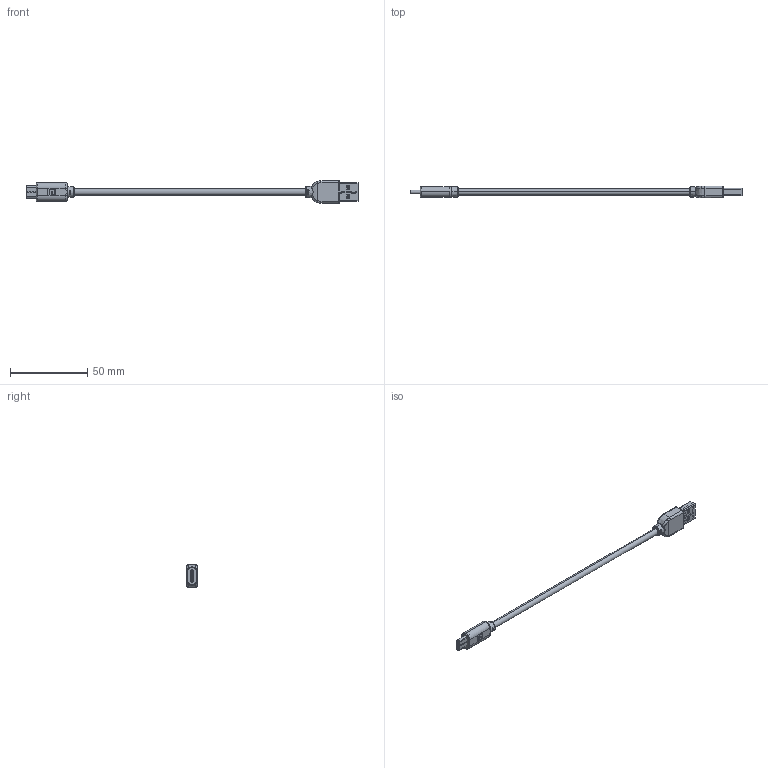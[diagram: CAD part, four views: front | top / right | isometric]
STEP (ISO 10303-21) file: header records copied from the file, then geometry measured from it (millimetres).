
FILE_DESCRIPTION (( 'STEP AP203' ), '1' );
FILE_NAME ('10-03675.STEP', '2020-06-22T21:30:19', ( '' ), ( '' ), 'SwSTEP 2.0', 'SolidWorks 2015', '' );
FILE_SCHEMA (( 'CONFIG_CONTROL_DESIGN' ));
Length unit declared in the file: millimetre
Products named in the file (12): 50-00469_pin4; 50-00469_insulator; 10-03675; 30-01382; 24-00331; 50-00469_pin1; 50-00469_shell; 50-00469; 50-00469_pin2; 50-00477; 50-00469_pin5; 24-00113
Assembly tree (16 placements, depth 3):
  10-03675
    24-00113
    30-01382
    24-00331
    50-00477
    50-00469
      50-00469_insulator
      50-00469_shell
      50-00469_pin1
      50-00469_pin5  x5
      50-00469_pin4
      50-00469_pin2  x2
Bounding box: 215.15 x 7.5 x 14.5 mm (x, y, z)
Volume: 6227.5 mm3; surface area: 7034.6 mm2
Topology: 26 solids, 27 shells, 2312 faces, 6387 edges, 4053 vertices
Faces by surface type: plane 1444, cylinder 558, bspline 152, torus 77, sphere 72, cone 9
Entity records: 69454 total; most frequent: CARTESIAN_POINT 17391, ORIENTED_EDGE 11084, DIRECTION 9888, EDGE_CURVE 5542, VECTOR 4108, LINE 4108, VERTEX_POINT 3517, AXIS2_PLACEMENT_3D 2890
